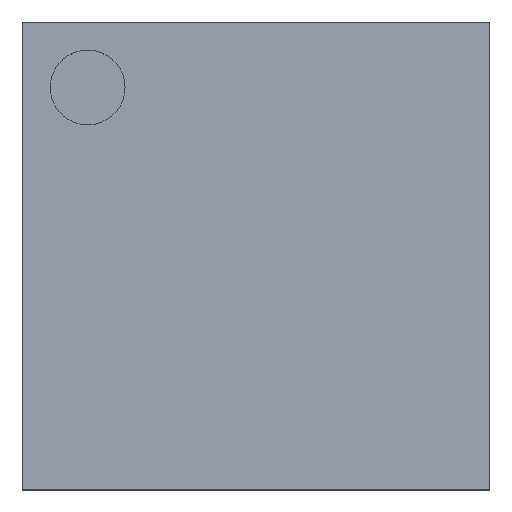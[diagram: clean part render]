
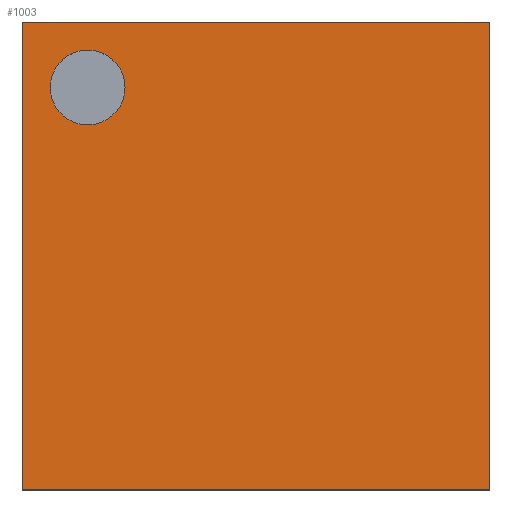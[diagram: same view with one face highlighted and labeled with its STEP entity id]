
A CAD part, top view. The second image highlights one B-rep face of the part: STEP entity #1003.
In plain terms, the highlighted planar face has unit normal (0, 0, 1).
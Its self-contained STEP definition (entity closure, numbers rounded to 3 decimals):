
#35=LINE('',#1435,#167);
#36=LINE('',#1437,#168);
#37=LINE('',#1439,#169);
#38=LINE('',#1440,#170);
#167=VECTOR('',#1163,10.);
#168=VECTOR('',#1164,10.);
#169=VECTOR('',#1165,10.);
#170=VECTOR('',#1166,10.);
#300=PLANE('',#1085);
#367=FACE_BOUND('',#440,.T.);
#370=FACE_OUTER_BOUND('',#439,.T.);
#439=EDGE_LOOP('',(#735,#736,#737,#738));
#440=EDGE_LOOP('',(#739));
#507=CIRCLE('',#1083,0.2);
#509=VERTEX_POINT('',#1429);
#510=VERTEX_POINT('',#1433);
#511=VERTEX_POINT('',#1434);
#512=VERTEX_POINT('',#1436);
#513=VERTEX_POINT('',#1438);
#599=EDGE_CURVE('',#509,#509,#507,.T.);
#600=EDGE_CURVE('',#510,#511,#35,.T.);
#601=EDGE_CURVE('',#511,#512,#36,.T.);
#602=EDGE_CURVE('',#512,#513,#37,.T.);
#603=EDGE_CURVE('',#513,#510,#38,.T.);
#735=ORIENTED_EDGE('',*,*,#600,.T.);
#736=ORIENTED_EDGE('',*,*,#601,.T.);
#737=ORIENTED_EDGE('',*,*,#602,.T.);
#738=ORIENTED_EDGE('',*,*,#603,.T.);
#739=ORIENTED_EDGE('',*,*,#599,.T.);
#1003=ADVANCED_FACE('',(#370,#367),#300,.T.);
#1083=AXIS2_PLACEMENT_3D('',#1430,#1157,#1158);
#1085=AXIS2_PLACEMENT_3D('',#1432,#1161,#1162);
#1157=DIRECTION('center_axis',(0.,0.,-1.));
#1158=DIRECTION('ref_axis',(-1.,0.,0.));
#1161=DIRECTION('center_axis',(0.,0.,1.));
#1162=DIRECTION('ref_axis',(0.,1.,0.));
#1163=DIRECTION('',(-1.,0.,0.));
#1164=DIRECTION('',(0.,-1.,0.));
#1165=DIRECTION('',(1.,0.,0.));
#1166=DIRECTION('',(0.,1.,0.));
#1429=CARTESIAN_POINT('',(-0.7,0.9,0.8));
#1430=CARTESIAN_POINT('Origin',(-0.9,0.9,0.8));
#1432=CARTESIAN_POINT('Origin',(0.,0.,0.8));
#1433=CARTESIAN_POINT('',(1.25,1.25,0.8));
#1434=CARTESIAN_POINT('',(-1.25,1.25,0.8));
#1435=CARTESIAN_POINT('',(0.,1.25,0.8));
#1436=CARTESIAN_POINT('',(-1.25,-1.25,0.8));
#1437=CARTESIAN_POINT('',(-1.25,0.,0.8));
#1438=CARTESIAN_POINT('',(1.25,-1.25,0.8));
#1439=CARTESIAN_POINT('',(0.,-1.25,0.8));
#1440=CARTESIAN_POINT('',(1.25,0.,0.8));
